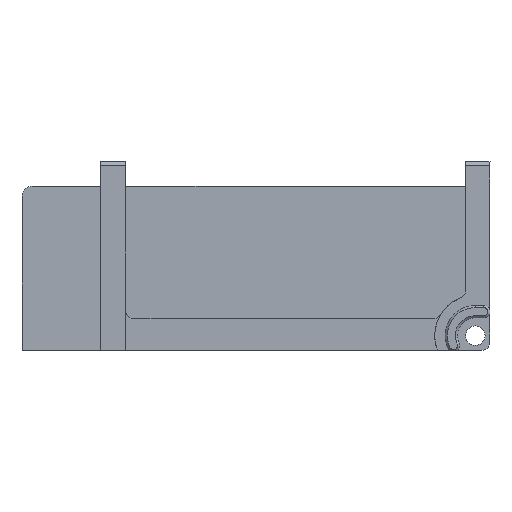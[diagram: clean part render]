
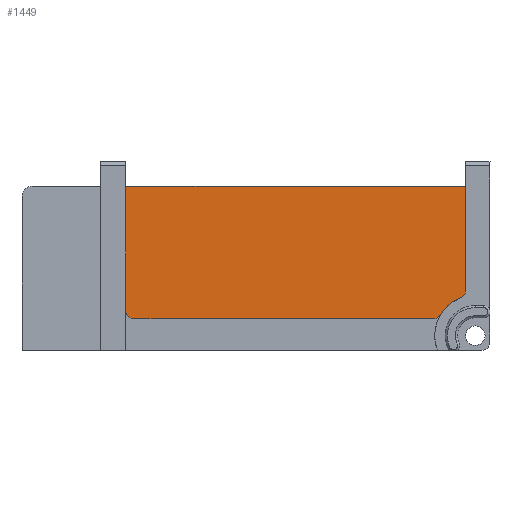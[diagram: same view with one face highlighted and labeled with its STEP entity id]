
A CAD part, top view. The second image highlights one B-rep face of the part: STEP entity #1449.
In plain terms, the highlighted planar face has unit normal (0, 0, 1).
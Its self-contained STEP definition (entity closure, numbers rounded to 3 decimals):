
#81=FACE_OUTER_BOUND('',#165,.T.);
#165=EDGE_LOOP('',(#1131,#1132,#1133,#1134,#1135,#1136,#1137,#1138));
#254=CIRCLE('',#1579,1.);
#255=CIRCLE('',#1582,1.);
#256=CIRCLE('',#1584,5.);
#257=CIRCLE('',#1585,1.);
#356=LINE('',#2348,#516);
#363=LINE('',#2363,#523);
#364=LINE('',#2369,#524);
#365=LINE('',#2370,#525);
#516=VECTOR('',#1868,10.);
#523=VECTOR('',#1881,10.);
#524=VECTOR('',#1886,10.);
#525=VECTOR('',#1887,10.);
#687=VERTEX_POINT('',#2341);
#688=VERTEX_POINT('',#2342);
#689=VERTEX_POINT('',#2347);
#693=VERTEX_POINT('',#2357);
#694=VERTEX_POINT('',#2358);
#695=VERTEX_POINT('',#2364);
#696=VERTEX_POINT('',#2366);
#697=VERTEX_POINT('',#2368);
#850=EDGE_CURVE('',#687,#688,#254,.T.);
#853=EDGE_CURVE('',#689,#687,#356,.F.);
#858=EDGE_CURVE('',#693,#694,#255,.T.);
#861=EDGE_CURVE('',#688,#693,#363,.T.);
#862=EDGE_CURVE('',#694,#695,#256,.T.);
#863=EDGE_CURVE('',#695,#696,#257,.T.);
#864=EDGE_CURVE('',#697,#696,#364,.T.);
#865=EDGE_CURVE('',#689,#697,#365,.T.);
#1131=ORIENTED_EDGE('',*,*,#850,.T.);
#1132=ORIENTED_EDGE('',*,*,#861,.T.);
#1133=ORIENTED_EDGE('',*,*,#858,.T.);
#1134=ORIENTED_EDGE('',*,*,#862,.T.);
#1135=ORIENTED_EDGE('',*,*,#863,.T.);
#1136=ORIENTED_EDGE('',*,*,#864,.F.);
#1137=ORIENTED_EDGE('',*,*,#865,.F.);
#1138=ORIENTED_EDGE('',*,*,#853,.T.);
#1386=PLANE('',#1583);
#1449=ADVANCED_FACE('',(#81),#1386,.F.);
#1579=AXIS2_PLACEMENT_3D('',#2343,#1862,#1863);
#1582=AXIS2_PLACEMENT_3D('',#2359,#1875,#1876);
#1583=AXIS2_PLACEMENT_3D('',#2362,#1879,#1880);
#1584=AXIS2_PLACEMENT_3D('',#2365,#1882,#1883);
#1585=AXIS2_PLACEMENT_3D('',#2367,#1884,#1885);
#1862=DIRECTION('center_axis',(0.,0.,1.));
#1863=DIRECTION('ref_axis',(-0.707,-0.707,0.));
#1868=DIRECTION('',(0.,1.,0.));
#1875=DIRECTION('center_axis',(0.,0.,1.));
#1876=DIRECTION('ref_axis',(0.493,-0.87,0.));
#1879=DIRECTION('center_axis',(0.,0.,-1.));
#1880=DIRECTION('ref_axis',(-1.,0.,0.));
#1881=DIRECTION('',(1.,0.,0.));
#1882=DIRECTION('center_axis',(0.,0.,-1.));
#1883=DIRECTION('ref_axis',(-1.,0.,0.));
#1884=DIRECTION('center_axis',(0.,0.,1.));
#1885=DIRECTION('ref_axis',(0.827,-0.563,0.));
#1886=DIRECTION('',(0.,-1.,0.));
#1887=DIRECTION('',(1.,0.,0.));
#2341=CARTESIAN_POINT('',(-16.013,1.081,10.));
#2342=CARTESIAN_POINT('',(-15.013,0.081,10.));
#2343=CARTESIAN_POINT('Origin',(-15.013,1.081,10.));
#2347=CARTESIAN_POINT('',(-16.013,16.412,10.));
#2348=CARTESIAN_POINT('',(-16.013,1.414,10.));
#2357=CARTESIAN_POINT('',(21.852,0.081,10.));
#2358=CARTESIAN_POINT('',(22.71,0.568,10.));
#2359=CARTESIAN_POINT('Origin',(21.852,1.081,10.));
#2362=CARTESIAN_POINT('Origin',(4.895,6.813,10.));
#2363=CARTESIAN_POINT('',(14.124,0.081,10.));
#2364=CARTESIAN_POINT('',(25.165,2.651,10.));
#2365=CARTESIAN_POINT('Origin',(27.,-2.,10.));
#2366=CARTESIAN_POINT('',(25.798,3.581,10.));
#2367=CARTESIAN_POINT('Origin',(24.798,3.581,10.));
#2368=CARTESIAN_POINT('',(25.803,16.412,10.));
#2369=CARTESIAN_POINT('',(25.801,11.309,10.));
#2370=CARTESIAN_POINT('',(-11.3,16.412,10.));
